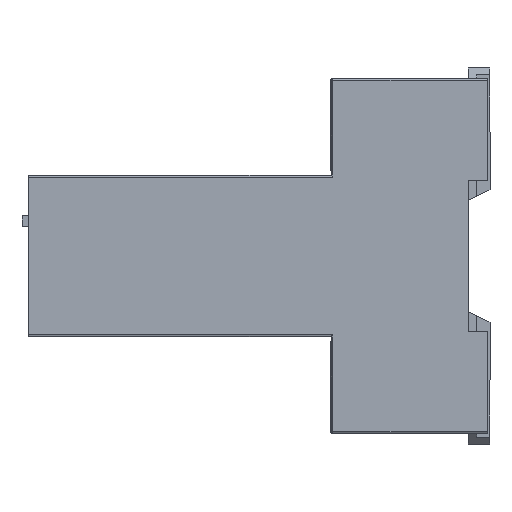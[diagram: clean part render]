
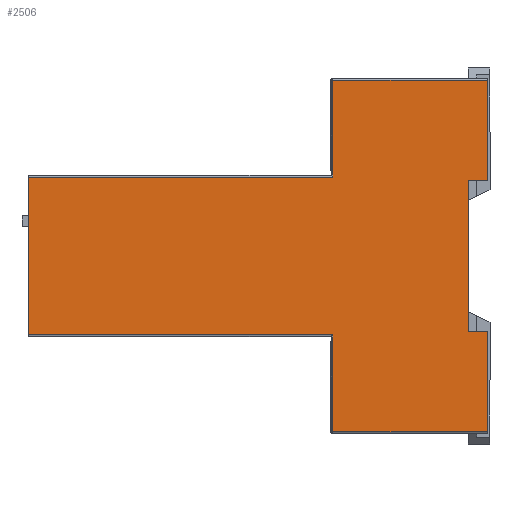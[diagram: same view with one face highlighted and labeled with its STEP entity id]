
A CAD part, left-side view. The second image highlights one B-rep face of the part: STEP entity #2506.
In plain terms, the highlighted planar face has unit normal (-1, 0, 0).
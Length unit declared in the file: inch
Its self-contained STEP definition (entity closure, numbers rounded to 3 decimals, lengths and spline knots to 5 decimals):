
#18 = VECTOR ( 'NONE', #6980, 39.37008 ) ;
#44 = LINE ( 'NONE', #9245, #18 ) ;
#89 = DIRECTION ( 'NONE',  ( 0., 0., -1. ) ) ;
#150 = VECTOR ( 'NONE', #3206, 39.37008 ) ;
#159 = CARTESIAN_POINT ( 'NONE',  ( -0.00727, 0.06818, 1.96915 ) ) ;
#165 = VECTOR ( 'NONE', #826, 39.37008 ) ;
#197 = LINE ( 'NONE', #14887, #1822 ) ;
#481 = VERTEX_POINT ( 'NONE', #4229 ) ;
#578 = CARTESIAN_POINT ( 'NONE',  ( -0.00727, 4.28418, 3.39111 ) ) ;
#611 = CARTESIAN_POINT ( 'NONE',  ( -0.00727, 0.24418, 3.36115 ) ) ;
#630 = EDGE_CURVE ( 'NONE', #8771, #11713, #197, .T. ) ;
#826 = DIRECTION ( 'NONE',  ( 0., 0., -1. ) ) ;
#1115 = VERTEX_POINT ( 'NONE', #3436 ) ;
#1136 = EDGE_CURVE ( 'NONE', #9708, #6402, #8326, .T. ) ;
#1291 = CARTESIAN_POINT ( 'NONE',  ( -0.00727, 0.06818, 4.27811 ) ) ;
#1822 = VECTOR ( 'NONE', #3591, 39.37008 ) ;
#2102 = CARTESIAN_POINT ( 'NONE',  ( -0.00727, 1.48914, 1.03715 ) ) ;
#2283 = PLANE ( 'NONE',  #13845 ) ;
#2311 = CARTESIAN_POINT ( 'NONE',  ( -0.00727, 1.48914, 4.27811 ) ) ;
#2441 = CARTESIAN_POINT ( 'NONE',  ( -0.00727, 0.06818, 3.36115 ) ) ;
#2469 = EDGE_CURVE ( 'NONE', #481, #8771, #3409, .T. ) ;
#2487 = LINE ( 'NONE', #10548, #12101 ) ;
#2506 = ADVANCED_FACE ( 'NONE', ( #8299 ), #2283, .T. ) ;
#2560 = LINE ( 'NONE', #3607, #150 ) ;
#2794 = VECTOR ( 'NONE', #8817, 39.37008 ) ;
#2882 = EDGE_CURVE ( 'NONE', #6402, #8062, #9311, .T. ) ;
#3070 = CARTESIAN_POINT ( 'NONE',  ( -0.00727, 4.28418, 1.93919 ) ) ;
#3085 = ORIENTED_EDGE ( 'NONE', *, *, #3376, .T. ) ;
#3118 = EDGE_CURVE ( 'NONE', #4327, #3764, #2560, .T. ) ;
#3165 = LINE ( 'NONE', #2102, #165 ) ;
#3206 = DIRECTION ( 'NONE',  ( 0., -1., 0. ) ) ;
#3376 = EDGE_CURVE ( 'NONE', #1115, #4327, #3165, .T. ) ;
#3409 = LINE ( 'NONE', #8014, #9793 ) ;
#3436 = CARTESIAN_POINT ( 'NONE',  ( -0.00727, 1.48914, 1.93919 ) ) ;
#3573 = CARTESIAN_POINT ( 'NONE',  ( -0.00727, 1.48914, 3.40615 ) ) ;
#3591 = DIRECTION ( 'NONE',  ( 0., -1., 0. ) ) ;
#3607 = CARTESIAN_POINT ( 'NONE',  ( -0.00727, 0.06818, 1.05219 ) ) ;
#3670 = CARTESIAN_POINT ( 'NONE',  ( -0.00727, 0.06818, 1.05219 ) ) ;
#3764 = VERTEX_POINT ( 'NONE', #3670 ) ;
#3881 = VECTOR ( 'NONE', #6198, 39.37008 ) ;
#4229 = CARTESIAN_POINT ( 'NONE',  ( -0.00727, 0.24418, 3.36115 ) ) ;
#4327 = VERTEX_POINT ( 'NONE', #7514 ) ;
#4341 = VECTOR ( 'NONE', #7526, 39.37008 ) ;
#4602 = LINE ( 'NONE', #12591, #5090 ) ;
#4609 = ORIENTED_EDGE ( 'NONE', *, *, #2882, .T. ) ;
#5090 = VECTOR ( 'NONE', #11616, 39.37008 ) ;
#5123 = LINE ( 'NONE', #578, #4341 ) ;
#5244 = VECTOR ( 'NONE', #11723, 39.37008 ) ;
#5751 = DIRECTION ( 'NONE',  ( -1., 0., 0. ) ) ;
#5798 = VERTEX_POINT ( 'NONE', #10799 ) ;
#6198 = DIRECTION ( 'NONE',  ( 0., 1., 0. ) ) ;
#6363 = ORIENTED_EDGE ( 'NONE', *, *, #3118, .T. ) ;
#6402 = VERTEX_POINT ( 'NONE', #2311 ) ;
#6427 = EDGE_CURVE ( 'NONE', #14294, #8492, #44, .T. ) ;
#6854 = EDGE_CURVE ( 'NONE', #5798, #481, #14461, .T. ) ;
#6885 = CARTESIAN_POINT ( 'NONE',  ( -0.00727, 0., 0. ) ) ;
#6980 = DIRECTION ( 'NONE',  ( 0., 0., 1. ) ) ;
#7371 = CARTESIAN_POINT ( 'NONE',  ( -0.00727, 0.24418, 1.96915 ) ) ;
#7486 = ORIENTED_EDGE ( 'NONE', *, *, #13126, .T. ) ;
#7514 = CARTESIAN_POINT ( 'NONE',  ( -0.00727, 1.48914, 1.05219 ) ) ;
#7526 = DIRECTION ( 'NONE',  ( 0., 1., 0. ) ) ;
#7646 = ORIENTED_EDGE ( 'NONE', *, *, #2469, .F. ) ;
#7897 = CARTESIAN_POINT ( 'NONE',  ( -0.00727, 1.50418, 4.27811 ) ) ;
#8014 = CARTESIAN_POINT ( 'NONE',  ( -0.00727, 0.24418, 1.96915 ) ) ;
#8062 = VERTEX_POINT ( 'NONE', #14100 ) ;
#8299 = FACE_OUTER_BOUND ( 'NONE', #12939, .T. ) ;
#8326 = LINE ( 'NONE', #7897, #2794 ) ;
#8492 = VERTEX_POINT ( 'NONE', #11448 ) ;
#8771 = VERTEX_POINT ( 'NONE', #7371 ) ;
#8817 = DIRECTION ( 'NONE',  ( 0., 1., 0. ) ) ;
#8833 = EDGE_CURVE ( 'NONE', #8062, #8492, #5123, .T. ) ;
#9245 = CARTESIAN_POINT ( 'NONE',  ( -0.00727, 4.28418, 3.40615 ) ) ;
#9311 = LINE ( 'NONE', #3573, #5244 ) ;
#9480 = ORIENTED_EDGE ( 'NONE', *, *, #6854, .F. ) ;
#9645 = DIRECTION ( 'NONE',  ( 0., -1., 0. ) ) ;
#9708 = VERTEX_POINT ( 'NONE', #1291 ) ;
#9793 = VECTOR ( 'NONE', #89, 39.37008 ) ;
#10347 = EDGE_CURVE ( 'NONE', #9708, #5798, #11496, .T. ) ;
#10492 = DIRECTION ( 'NONE',  ( 0., 0., 1. ) ) ;
#10548 = CARTESIAN_POINT ( 'NONE',  ( -0.00727, 1.50418, 1.93919 ) ) ;
#10665 = DIRECTION ( 'NONE',  ( 0., 0., -1. ) ) ;
#10799 = CARTESIAN_POINT ( 'NONE',  ( -0.00727, 0.06818, 3.36115 ) ) ;
#10832 = ORIENTED_EDGE ( 'NONE', *, *, #12949, .F. ) ;
#11279 = ORIENTED_EDGE ( 'NONE', *, *, #1136, .T. ) ;
#11448 = CARTESIAN_POINT ( 'NONE',  ( -0.00727, 4.28418, 3.39111 ) ) ;
#11496 = LINE ( 'NONE', #2441, #12555 ) ;
#11616 = DIRECTION ( 'NONE',  ( 0., 0., -1. ) ) ;
#11620 = ORIENTED_EDGE ( 'NONE', *, *, #630, .F. ) ;
#11713 = VERTEX_POINT ( 'NONE', #159 ) ;
#11723 = DIRECTION ( 'NONE',  ( 0., 0., -1. ) ) ;
#12063 = ORIENTED_EDGE ( 'NONE', *, *, #8833, .T. ) ;
#12101 = VECTOR ( 'NONE', #9645, 39.37008 ) ;
#12555 = VECTOR ( 'NONE', #10665, 39.37008 ) ;
#12591 = CARTESIAN_POINT ( 'NONE',  ( -0.00727, 0.06818, 1.03715 ) ) ;
#12939 = EDGE_LOOP ( 'NONE', ( #13016, #7486, #3085, #6363, #10832, #11620, #7646, #9480, #14860, #11279, #4609, #12063 ) ) ;
#12949 = EDGE_CURVE ( 'NONE', #11713, #3764, #4602, .T. ) ;
#13016 = ORIENTED_EDGE ( 'NONE', *, *, #6427, .F. ) ;
#13126 = EDGE_CURVE ( 'NONE', #14294, #1115, #2487, .T. ) ;
#13845 = AXIS2_PLACEMENT_3D ( 'NONE', #6885, #5751, #10492 ) ;
#14100 = CARTESIAN_POINT ( 'NONE',  ( -0.00727, 1.48914, 3.39111 ) ) ;
#14294 = VERTEX_POINT ( 'NONE', #3070 ) ;
#14461 = LINE ( 'NONE', #611, #3881 ) ;
#14860 = ORIENTED_EDGE ( 'NONE', *, *, #10347, .F. ) ;
#14887 = CARTESIAN_POINT ( 'NONE',  ( -0.00727, 0.06818, 1.96915 ) ) ;
